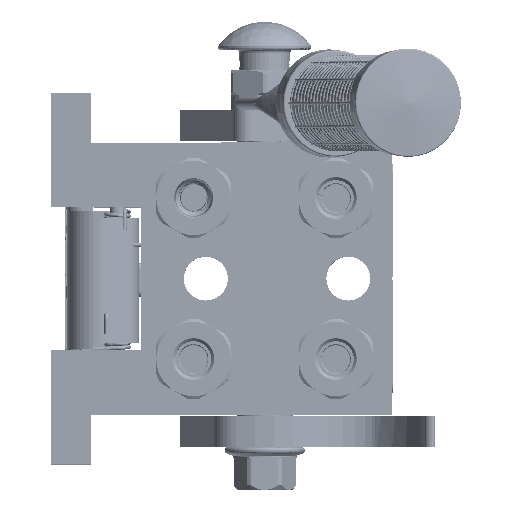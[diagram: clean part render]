
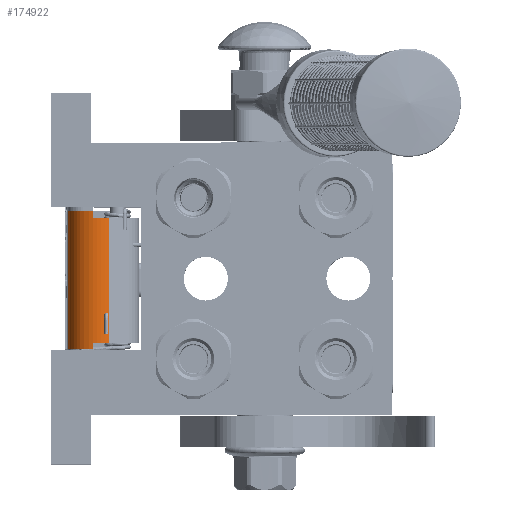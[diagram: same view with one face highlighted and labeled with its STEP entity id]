
A CAD part, top view. The second image highlights one B-rep face of the part: STEP entity #174922.
In plain terms, the highlighted cylindrical face has radius 9.5 mm (diameter 19 mm), a partial arc.
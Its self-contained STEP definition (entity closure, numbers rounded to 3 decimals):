
#8543 = DIRECTION ( 'NONE',  ( 0., -1., 0. ) ) ;
#9379 = AXIS2_PLACEMENT_3D ( 'NONE', #38872, #183110, #113751 ) ;
#11494 = DIRECTION ( 'NONE',  ( 0., 0.158, -0.987 ) ) ;
#17798 = VERTEX_POINT ( 'NONE', #135556 ) ;
#22032 = CIRCLE ( 'NONE', #160074, 9.5 ) ;
#24686 = DIRECTION ( 'NONE',  ( -1., 0., 0. ) ) ;
#24924 = ORIENTED_EDGE ( 'NONE', *, *, #41573, .F. ) ;
#30816 = CARTESIAN_POINT ( 'NONE',  ( -22.25, -1.5, -47.5 ) ) ;
#32107 = CIRCLE ( 'NONE', #34353, 9.5 ) ;
#32878 = DIRECTION ( 'NONE',  ( 1., 0., 0. ) ) ;
#34353 = AXIS2_PLACEMENT_3D ( 'NONE', #61939, #187340, #11494 ) ;
#34973 = DIRECTION ( 'NONE',  ( 0., -0.385, -0.923 ) ) ;
#38872 = CARTESIAN_POINT ( 'NONE',  ( 20.25, -1.5, -47.5 ) ) ;
#40283 = VERTEX_POINT ( 'NONE', #157499 ) ;
#41573 = EDGE_CURVE ( 'NONE', #193698, #99522, #44457, .T. ) ;
#41682 = VECTOR ( 'NONE', #32878, 1000. ) ;
#43391 = DIRECTION ( 'NONE',  ( 1., 0., 0. ) ) ;
#43801 = ORIENTED_EDGE ( 'NONE', *, *, #106159, .F. ) ;
#44457 = LINE ( 'NONE', #74221, #167281 ) ;
#46403 = LINE ( 'NONE', #59655, #146678 ) ;
#50661 = CARTESIAN_POINT ( 'NONE',  ( -22.25, 8., -47.5 ) ) ;
#52473 = CARTESIAN_POINT ( 'NONE',  ( -20.25, -1.5, -47.5 ) ) ;
#59655 = CARTESIAN_POINT ( 'NONE',  ( -20.25, -5.154, -56.269 ) ) ;
#60322 = DIRECTION ( 'NONE',  ( 0., 0.158, -0.987 ) ) ;
#61939 = CARTESIAN_POINT ( 'NONE',  ( 22.25, -1.5, -47.5 ) ) ;
#68819 = EDGE_CURVE ( 'NONE', #129171, #163345, #22032, .T. ) ;
#73503 = CARTESIAN_POINT ( 'NONE',  ( -22.25, 8., -47.5 ) ) ;
#73726 = EDGE_CURVE ( 'NONE', #129171, #138088, #202141, .T. ) ;
#74221 = CARTESIAN_POINT ( 'NONE',  ( 20.25, 0., -56.881 ) ) ;
#74378 = CIRCLE ( 'NONE', #86927, 9.5 ) ;
#77759 = VERTEX_POINT ( 'NONE', #162373 ) ;
#84041 = DIRECTION ( 'NONE',  ( 1., 0., 0. ) ) ;
#86927 = AXIS2_PLACEMENT_3D ( 'NONE', #52473, #84041, #34973 ) ;
#86989 = CYLINDRICAL_SURFACE ( 'NONE', #194582, 9.5 ) ;
#90049 = EDGE_CURVE ( 'NONE', #17798, #40283, #46403, .T. ) ;
#92473 = EDGE_LOOP ( 'NONE', ( #114950, #172187, #137047, #175714, #150171, #98648, #24924, #43801 ) ) ;
#94613 = CIRCLE ( 'NONE', #9379, 9.5 ) ;
#95188 = CARTESIAN_POINT ( 'NONE',  ( 20.25, 0., -56.881 ) ) ;
#98648 = ORIENTED_EDGE ( 'NONE', *, *, #115040, .F. ) ;
#99522 = VERTEX_POINT ( 'NONE', #147297 ) ;
#106159 = EDGE_CURVE ( 'NONE', #40283, #193698, #94613, .T. ) ;
#113751 = DIRECTION ( 'NONE',  ( 0., -0.385, -0.923 ) ) ;
#114950 = ORIENTED_EDGE ( 'NONE', *, *, #90049, .F. ) ;
#115040 = EDGE_CURVE ( 'NONE', #99522, #77759, #32107, .T. ) ;
#119500 = FACE_OUTER_BOUND ( 'NONE', #92473, .T. ) ;
#122701 = DIRECTION ( 'NONE',  ( 1., 0., 0. ) ) ;
#129171 = VERTEX_POINT ( 'NONE', #207190 ) ;
#131239 = DIRECTION ( 'NONE',  ( 1., 0., 0. ) ) ;
#131610 = CARTESIAN_POINT ( 'NONE',  ( -22.25, 0., -56.881 ) ) ;
#135556 = CARTESIAN_POINT ( 'NONE',  ( -20.25, -5.154, -56.269 ) ) ;
#137047 = ORIENTED_EDGE ( 'NONE', *, *, #73726, .F. ) ;
#138088 = VERTEX_POINT ( 'NONE', #138100 ) ;
#138100 = CARTESIAN_POINT ( 'NONE',  ( -20.25, 0., -56.881 ) ) ;
#146678 = VECTOR ( 'NONE', #122701, 1000. ) ;
#147297 = CARTESIAN_POINT ( 'NONE',  ( 22.25, 0., -56.881 ) ) ;
#150171 = ORIENTED_EDGE ( 'NONE', *, *, #204099, .T. ) ;
#157499 = CARTESIAN_POINT ( 'NONE',  ( 20.25, -5.154, -56.269 ) ) ;
#159749 = EDGE_CURVE ( 'NONE', #17798, #138088, #74378, .T. ) ;
#160074 = AXIS2_PLACEMENT_3D ( 'NONE', #30816, #204012, #60322 ) ;
#162373 = CARTESIAN_POINT ( 'NONE',  ( 22.25, 8., -47.5 ) ) ;
#163345 = VERTEX_POINT ( 'NONE', #73503 ) ;
#167281 = VECTOR ( 'NONE', #43391, 1000. ) ;
#169669 = CARTESIAN_POINT ( 'NONE',  ( -22.25, -1.5, -47.5 ) ) ;
#172187 = ORIENTED_EDGE ( 'NONE', *, *, #159749, .T. ) ;
#174922 = ADVANCED_FACE ( 'NONE', ( #119500 ), #86989, .T. ) ;
#175714 = ORIENTED_EDGE ( 'NONE', *, *, #68819, .T. ) ;
#183110 = DIRECTION ( 'NONE',  ( 1., 0., 0. ) ) ;
#187340 = DIRECTION ( 'NONE',  ( 1., 0., 0. ) ) ;
#190265 = LINE ( 'NONE', #50661, #200370 ) ;
#193698 = VERTEX_POINT ( 'NONE', #95188 ) ;
#194582 = AXIS2_PLACEMENT_3D ( 'NONE', #169669, #24686, #8543 ) ;
#200370 = VECTOR ( 'NONE', #131239, 1000. ) ;
#202141 = LINE ( 'NONE', #131610, #41682 ) ;
#204012 = DIRECTION ( 'NONE',  ( 1., 0., 0. ) ) ;
#204099 = EDGE_CURVE ( 'NONE', #163345, #77759, #190265, .T. ) ;
#207190 = CARTESIAN_POINT ( 'NONE',  ( -22.25, 0., -56.881 ) ) ;
